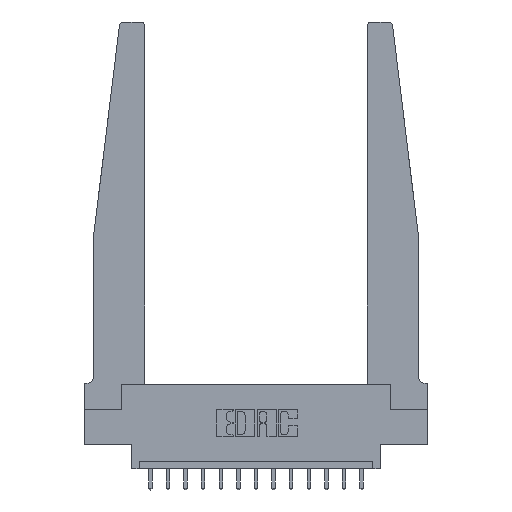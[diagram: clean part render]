
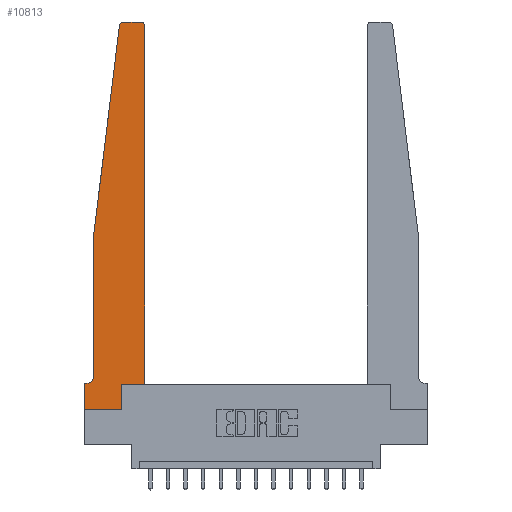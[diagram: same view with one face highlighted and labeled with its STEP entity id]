
A CAD part, top view. The second image highlights one B-rep face of the part: STEP entity #10813.
In plain terms, the highlighted planar face has unit normal (0, 0, 1).
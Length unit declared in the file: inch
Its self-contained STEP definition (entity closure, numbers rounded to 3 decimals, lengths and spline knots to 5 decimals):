
#227 = DIRECTION ( 'NONE',  ( 0., 1., 0. ) ) ;
#555 = DIRECTION ( 'NONE',  ( 0., 1., 0. ) ) ;
#686 = LINE ( 'NONE', #1698, #7628 ) ;
#910 = VERTEX_POINT ( 'NONE', #10265 ) ;
#1053 = CARTESIAN_POINT ( 'NONE',  ( 0.065, 0.1875, 0.37 ) ) ;
#1071 = CARTESIAN_POINT ( 'NONE',  ( 0.2605, 0.18, 0.37 ) ) ;
#1305 = VECTOR ( 'NONE', #555, 39.37008 ) ;
#1531 = EDGE_CURVE ( 'NONE', #10246, #15103, #13137, .T. ) ;
#1698 = CARTESIAN_POINT ( 'NONE',  ( 0., 0., 0.37 ) ) ;
#1951 = CARTESIAN_POINT ( 'NONE',  ( 0.425, 0.18, 0.37 ) ) ;
#2092 = AXIS2_PLACEMENT_3D ( 'NONE', #15959, #6777, #9428 ) ;
#2127 = CARTESIAN_POINT ( 'NONE',  ( 0.015, 0.1875, 0.37 ) ) ;
#2323 = LINE ( 'NONE', #8037, #3916 ) ;
#2339 = DIRECTION ( 'NONE',  ( -1., 0., 0. ) ) ;
#2592 = ORIENTED_EDGE ( 'NONE', *, *, #8740, .T. ) ;
#2748 = LINE ( 'NONE', #1951, #1305 ) ;
#3297 = ORIENTED_EDGE ( 'NONE', *, *, #11397, .T. ) ;
#3545 = ORIENTED_EDGE ( 'NONE', *, *, #8462, .T. ) ;
#3714 = CARTESIAN_POINT ( 'NONE',  ( 0.425, 2.72, 0.37 ) ) ;
#3772 = ORIENTED_EDGE ( 'NONE', *, *, #14848, .T. ) ;
#3781 = DIRECTION ( 'NONE',  ( 0., 0., 1. ) ) ;
#3809 = EDGE_CURVE ( 'NONE', #8496, #13202, #10405, .T. ) ;
#3916 = VECTOR ( 'NONE', #227, 39.37008 ) ;
#4032 = CARTESIAN_POINT ( 'NONE',  ( 0., 0.1875, 0.37 ) ) ;
#4328 = CARTESIAN_POINT ( 'NONE',  ( 0.065, 1.25, 0.37 ) ) ;
#4440 = ORIENTED_EDGE ( 'NONE', *, *, #16044, .T. ) ;
#4888 = EDGE_CURVE ( 'NONE', #910, #9366, #7714, .T. ) ;
#5021 = ORIENTED_EDGE ( 'NONE', *, *, #8018, .T. ) ;
#5044 = DIRECTION ( 'NONE',  ( 1., 0., 0. ) ) ;
#5076 = DIRECTION ( 'NONE',  ( 0., 0., 1. ) ) ;
#5144 = VERTEX_POINT ( 'NONE', #11079 ) ;
#5443 = ORIENTED_EDGE ( 'NONE', *, *, #1531, .T. ) ;
#5934 = VECTOR ( 'NONE', #7809, 39.37008 ) ;
#6437 = PLANE ( 'NONE',  #16575 ) ;
#6520 = CARTESIAN_POINT ( 'NONE',  ( 0.425, 0.18, 0.37 ) ) ;
#6597 = VECTOR ( 'NONE', #15462, 39.37008 ) ;
#6602 = CARTESIAN_POINT ( 'NONE',  ( 0.065, 1.25, 0.37 ) ) ;
#6606 = CARTESIAN_POINT ( 'NONE',  ( 0.24675, 2.72367, 0.37 ) ) ;
#6731 = ORIENTED_EDGE ( 'NONE', *, *, #9005, .T. ) ;
#6777 = DIRECTION ( 'NONE',  ( 0., 0., -1. ) ) ;
#6789 = CARTESIAN_POINT ( 'NONE',  ( 0.2605, 0., 0.37 ) ) ;
#6813 = LINE ( 'NONE', #14611, #15327 ) ;
#6888 = ORIENTED_EDGE ( 'NONE', *, *, #11557, .T. ) ;
#7628 = VECTOR ( 'NONE', #16184, 39.37008 ) ;
#7630 = ORIENTED_EDGE ( 'NONE', *, *, #4888, .T. ) ;
#7662 = CARTESIAN_POINT ( 'NONE',  ( 0., 0.1875, 0.37 ) ) ;
#7714 = CIRCLE ( 'NONE', #2092, 0.05 ) ;
#7770 = VERTEX_POINT ( 'NONE', #6602 ) ;
#7809 = DIRECTION ( 'NONE',  ( -1., 0., 0. ) ) ;
#7974 = DIRECTION ( 'NONE',  ( -0.122, -0.992, 0. ) ) ;
#8018 = EDGE_CURVE ( 'NONE', #14047, #5144, #686, .T. ) ;
#8037 = CARTESIAN_POINT ( 'NONE',  ( 0.2605, 0.18, 0.37 ) ) ;
#8349 = CARTESIAN_POINT ( 'NONE',  ( 0.425, 0.18, 0.37 ) ) ;
#8462 = EDGE_CURVE ( 'NONE', #13202, #7770, #6813, .T. ) ;
#8496 = VERTEX_POINT ( 'NONE', #14725 ) ;
#8740 = EDGE_CURVE ( 'NONE', #5144, #10297, #11417, .T. ) ;
#8973 = CARTESIAN_POINT ( 'NONE',  ( 0., 0., 0.37 ) ) ;
#9005 = EDGE_CURVE ( 'NONE', #10297, #10246, #2323, .T. ) ;
#9014 = DIRECTION ( 'NONE',  ( 0., 0., 1. ) ) ;
#9108 = CARTESIAN_POINT ( 'NONE',  ( 0.25, 2.75, 0.37 ) ) ;
#9366 = VERTEX_POINT ( 'NONE', #2127 ) ;
#9428 = DIRECTION ( 'NONE',  ( -1., 0., 0. ) ) ;
#9452 = CIRCLE ( 'NONE', #14526, 0.03 ) ;
#9476 = AXIS2_PLACEMENT_3D ( 'NONE', #14094, #3781, #5044 ) ;
#9550 = LINE ( 'NONE', #9108, #5934 ) ;
#9582 = VECTOR ( 'NONE', #10703, 39.37008 ) ;
#9604 = DIRECTION ( 'NONE',  ( 1., 0., 0. ) ) ;
#9909 = VECTOR ( 'NONE', #2339, 39.37008 ) ;
#10042 = CARTESIAN_POINT ( 'NONE',  ( 0.395, 2.75, 0.37 ) ) ;
#10246 = VERTEX_POINT ( 'NONE', #1071 ) ;
#10263 = DIRECTION ( 'NONE',  ( 1., 0., 0. ) ) ;
#10265 = CARTESIAN_POINT ( 'NONE',  ( 0.065, 0.2375, 0.37 ) ) ;
#10297 = VERTEX_POINT ( 'NONE', #6789 ) ;
#10405 = CIRCLE ( 'NONE', #9476, 0.03 ) ;
#10703 = DIRECTION ( 'NONE',  ( 0., -1., 0. ) ) ;
#10813 = ADVANCED_FACE ( 'NONE', ( #12380 ), #6437, .T. ) ;
#11079 = CARTESIAN_POINT ( 'NONE',  ( 0., 0., 0.37 ) ) ;
#11346 = VERTEX_POINT ( 'NONE', #10042 ) ;
#11397 = EDGE_CURVE ( 'NONE', #9366, #14047, #16633, .T. ) ;
#11417 = LINE ( 'NONE', #8973, #6597 ) ;
#11557 = EDGE_CURVE ( 'NONE', #7770, #910, #13200, .T. ) ;
#11677 = DIRECTION ( 'NONE',  ( 1., 0., 0. ) ) ;
#11979 = EDGE_LOOP ( 'NONE', ( #14769, #14388, #3545, #6888, #7630, #3297, #5021, #2592, #6731, #5443, #3772, #4440 ) ) ;
#12304 = EDGE_CURVE ( 'NONE', #11346, #8496, #9550, .T. ) ;
#12380 = FACE_OUTER_BOUND ( 'NONE', #11979, .T. ) ;
#12811 = VERTEX_POINT ( 'NONE', #3714 ) ;
#13137 = LINE ( 'NONE', #8349, #13347 ) ;
#13200 = LINE ( 'NONE', #4328, #9582 ) ;
#13202 = VERTEX_POINT ( 'NONE', #6606 ) ;
#13347 = VECTOR ( 'NONE', #9604, 39.37008 ) ;
#14047 = VERTEX_POINT ( 'NONE', #7662 ) ;
#14094 = CARTESIAN_POINT ( 'NONE',  ( 0.27653, 2.72, 0.37 ) ) ;
#14388 = ORIENTED_EDGE ( 'NONE', *, *, #3809, .T. ) ;
#14526 = AXIS2_PLACEMENT_3D ( 'NONE', #15501, #5076, #10263 ) ;
#14611 = CARTESIAN_POINT ( 'NONE',  ( 0.065, 1.25, 0.37 ) ) ;
#14725 = CARTESIAN_POINT ( 'NONE',  ( 0.27653, 2.75, 0.37 ) ) ;
#14769 = ORIENTED_EDGE ( 'NONE', *, *, #12304, .T. ) ;
#14848 = EDGE_CURVE ( 'NONE', #15103, #12811, #2748, .T. ) ;
#15103 = VERTEX_POINT ( 'NONE', #6520 ) ;
#15327 = VECTOR ( 'NONE', #7974, 39.37008 ) ;
#15462 = DIRECTION ( 'NONE',  ( 1., 0., 0. ) ) ;
#15501 = CARTESIAN_POINT ( 'NONE',  ( 0.395, 2.72, 0.37 ) ) ;
#15959 = CARTESIAN_POINT ( 'NONE',  ( 0.015, 0.2375, 0.37 ) ) ;
#16044 = EDGE_CURVE ( 'NONE', #12811, #11346, #9452, .T. ) ;
#16184 = DIRECTION ( 'NONE',  ( 0., -1., 0. ) ) ;
#16575 = AXIS2_PLACEMENT_3D ( 'NONE', #4032, #9014, #11677 ) ;
#16633 = LINE ( 'NONE', #1053, #9909 ) ;
